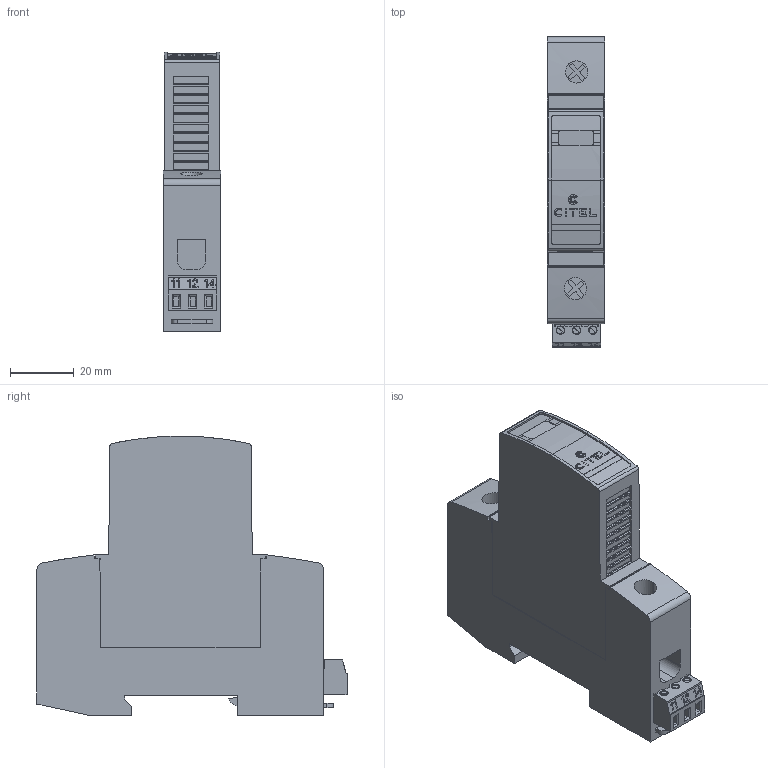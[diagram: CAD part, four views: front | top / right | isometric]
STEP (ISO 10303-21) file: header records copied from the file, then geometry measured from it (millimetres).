
FILE_DESCRIPTION(('STEP AP242'),'1');
FILE_NAME('dac1-13vgs-10-275.stp','2021-11-08T12:16:34',('TraceParts'),('TraceParts S.A.'),'Spatial InterOp 3D',' ',' ');
FILE_SCHEMA(('AP242_MANAGED_MODEL_BASED_3D_ENGINEERING_MIM_LF {1 0 10303 442 1 1 4}'));
Length unit declared in the file: millimetre
Products named in the file (1): dac1-13vgs-10-275
Bounding box: 18 x 97.28 x 87.81 mm (x, y, z)
Volume: 100464.9 mm3; surface area: 21629.6 mm2
Topology: 1 solids, 1 shells, 499 faces, 1421 edges, 977 vertices
Faces by surface type: plane 384, cylinder 115
Entity records: 20560 total; most frequent: CARTESIAN_POINT 3690, ORIENTED_EDGE 2842, DIRECTION 2645, EDGE_CURVE 1421, LINE 1105, VECTOR 1105, VERTEX_POINT 977, AXIS2_PLACEMENT_3D 770
